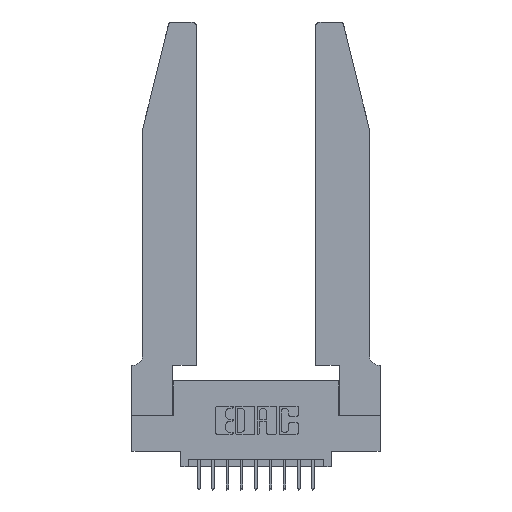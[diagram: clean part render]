
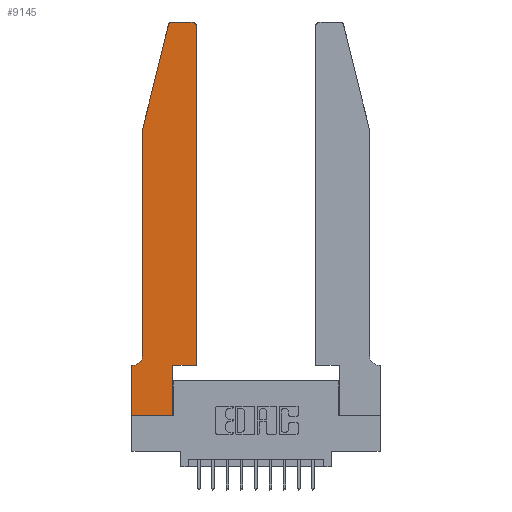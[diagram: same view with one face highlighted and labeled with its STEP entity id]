
A CAD part, top view. The second image highlights one B-rep face of the part: STEP entity #9145.
In plain terms, the highlighted planar face has unit normal (0, 0, 1).
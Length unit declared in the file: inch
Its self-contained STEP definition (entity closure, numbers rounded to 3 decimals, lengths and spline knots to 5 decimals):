
#139 = EDGE_CURVE ( 'NONE', #10524, #10301, #9830, .T. ) ;
#183 = VECTOR ( 'NONE', #9498, 39.37008 ) ;
#502 = CARTESIAN_POINT ( 'NONE',  ( 0.0055, 0.35, 0.37 ) ) ;
#899 = LINE ( 'NONE', #8807, #10321 ) ;
#1343 = EDGE_CURVE ( 'NONE', #2267, #10420, #16405, .T. ) ;
#1427 = CARTESIAN_POINT ( 'NONE',  ( 0.2605, 2.75, 0.37 ) ) ;
#1526 = CARTESIAN_POINT ( 'NONE',  ( 0.0755, 2., 0.37 ) ) ;
#1733 = VECTOR ( 'NONE', #8453, 39.37008 ) ;
#1879 = DIRECTION ( 'NONE',  ( 1., 0., 0. ) ) ;
#2147 = VERTEX_POINT ( 'NONE', #3139 ) ;
#2174 = EDGE_CURVE ( 'NONE', #2729, #10566, #9591, .T. ) ;
#2267 = VERTEX_POINT ( 'NONE', #502 ) ;
#2327 = VERTEX_POINT ( 'NONE', #13933 ) ;
#2367 = CARTESIAN_POINT ( 'NONE',  ( 0.4205, 2.75, 0.37 ) ) ;
#2608 = ORIENTED_EDGE ( 'NONE', *, *, #15024, .T. ) ;
#2704 = CARTESIAN_POINT ( 'NONE',  ( 0., 0., 0.37 ) ) ;
#2725 = VERTEX_POINT ( 'NONE', #11189 ) ;
#2729 = VERTEX_POINT ( 'NONE', #9564 ) ;
#2865 = DIRECTION ( 'NONE',  ( 0., -1., 0. ) ) ;
#2973 = VECTOR ( 'NONE', #11606, 39.37008 ) ;
#3059 = VECTOR ( 'NONE', #11243, 39.37008 ) ;
#3139 = CARTESIAN_POINT ( 'NONE',  ( 0.4505, 0.35, 0.37 ) ) ;
#3743 = LINE ( 'NONE', #8174, #183 ) ;
#3772 = DIRECTION ( 'NONE',  ( 0., 1., 0. ) ) ;
#3935 = EDGE_LOOP ( 'NONE', ( #2608, #14253, #7980, #6176, #6165, #4261, #4839, #9478, #7490, #15869, #14400, #10869 ) ) ;
#3980 = CARTESIAN_POINT ( 'NONE',  ( 0., 0.35, 0.37 ) ) ;
#4261 = ORIENTED_EDGE ( 'NONE', *, *, #1343, .T. ) ;
#4339 = DIRECTION ( 'NONE',  ( 0., 0., 1. ) ) ;
#4479 = CIRCLE ( 'NONE', #4981, 0.03 ) ;
#4693 = VECTOR ( 'NONE', #14924, 39.37008 ) ;
#4839 = ORIENTED_EDGE ( 'NONE', *, *, #11065, .T. ) ;
#4981 = AXIS2_PLACEMENT_3D ( 'NONE', #11898, #4339, #13171 ) ;
#5209 = DIRECTION ( 'NONE',  ( 0., 0., 1. ) ) ;
#5233 = EDGE_CURVE ( 'NONE', #16041, #2147, #3743, .T. ) ;
#5364 = EDGE_CURVE ( 'NONE', #9149, #2327, #14358, .T. ) ;
#6102 = EDGE_CURVE ( 'NONE', #2725, #7795, #4479, .T. ) ;
#6165 = ORIENTED_EDGE ( 'NONE', *, *, #16403, .T. ) ;
#6176 = ORIENTED_EDGE ( 'NONE', *, *, #139, .T. ) ;
#6285 = CARTESIAN_POINT ( 'NONE',  ( 0.284, 2.72, 0.37 ) ) ;
#6306 = DIRECTION ( 'NONE',  ( 0., 0., 1. ) ) ;
#6584 = CARTESIAN_POINT ( 'NONE',  ( 0.0755, 2., 0.37 ) ) ;
#7072 = VECTOR ( 'NONE', #7221, 39.37008 ) ;
#7196 = DIRECTION ( 'NONE',  ( 0., 0., -1. ) ) ;
#7221 = DIRECTION ( 'NONE',  ( -0.239, -0.971, 0. ) ) ;
#7490 = ORIENTED_EDGE ( 'NONE', *, *, #7837, .T. ) ;
#7492 = LINE ( 'NONE', #10973, #7072 ) ;
#7795 = VERTEX_POINT ( 'NONE', #2367 ) ;
#7823 = CARTESIAN_POINT ( 'NONE',  ( 0., 0.35, 0.37 ) ) ;
#7837 = EDGE_CURVE ( 'NONE', #2327, #16041, #899, .T. ) ;
#7980 = ORIENTED_EDGE ( 'NONE', *, *, #15886, .T. ) ;
#8174 = CARTESIAN_POINT ( 'NONE',  ( 0.4505, 0.35, 0.37 ) ) ;
#8316 = DIRECTION ( 'NONE',  ( 0., -1., 0. ) ) ;
#8453 = DIRECTION ( 'NONE',  ( 0., 1., 0. ) ) ;
#8807 = CARTESIAN_POINT ( 'NONE',  ( 0.2865, 0.35, 0.37 ) ) ;
#9014 = CARTESIAN_POINT ( 'NONE',  ( 0.2865, 0.35, 0.37 ) ) ;
#9145 = ADVANCED_FACE ( 'NONE', ( #9929 ), #16473, .T. ) ;
#9149 = VERTEX_POINT ( 'NONE', #2704 ) ;
#9478 = ORIENTED_EDGE ( 'NONE', *, *, #5364, .T. ) ;
#9498 = DIRECTION ( 'NONE',  ( 1., 0., 0. ) ) ;
#9546 = CARTESIAN_POINT ( 'NONE',  ( 0.0755, 0.35, 0.37 ) ) ;
#9564 = CARTESIAN_POINT ( 'NONE',  ( 0.284, 2.75, 0.37 ) ) ;
#9591 = CIRCLE ( 'NONE', #12239, 0.03 ) ;
#9830 = LINE ( 'NONE', #6584, #13529 ) ;
#9929 = FACE_OUTER_BOUND ( 'NONE', #3935, .T. ) ;
#10301 = VERTEX_POINT ( 'NONE', #15083 ) ;
#10321 = VECTOR ( 'NONE', #3772, 39.37008 ) ;
#10420 = VERTEX_POINT ( 'NONE', #7823 ) ;
#10433 = CARTESIAN_POINT ( 'NONE',  ( 0., 0., 0.37 ) ) ;
#10524 = VERTEX_POINT ( 'NONE', #1526 ) ;
#10566 = VERTEX_POINT ( 'NONE', #10668 ) ;
#10668 = CARTESIAN_POINT ( 'NONE',  ( 0.25487, 2.72718, 0.37 ) ) ;
#10869 = ORIENTED_EDGE ( 'NONE', *, *, #6102, .T. ) ;
#10940 = CARTESIAN_POINT ( 'NONE',  ( 0., 0., 0.37 ) ) ;
#10973 = CARTESIAN_POINT ( 'NONE',  ( 0.0755, 2., 0.37 ) ) ;
#11065 = EDGE_CURVE ( 'NONE', #10420, #9149, #15308, .T. ) ;
#11189 = CARTESIAN_POINT ( 'NONE',  ( 0.4505, 2.72, 0.37 ) ) ;
#11243 = DIRECTION ( 'NONE',  ( -1., 0., 0. ) ) ;
#11606 = DIRECTION ( 'NONE',  ( -1., 0., 0. ) ) ;
#11898 = CARTESIAN_POINT ( 'NONE',  ( 0.4205, 2.72, 0.37 ) ) ;
#11995 = VECTOR ( 'NONE', #2865, 39.37008 ) ;
#12152 = AXIS2_PLACEMENT_3D ( 'NONE', #14712, #7196, #15969 ) ;
#12239 = AXIS2_PLACEMENT_3D ( 'NONE', #6285, #6306, #1879 ) ;
#12595 = CIRCLE ( 'NONE', #12152, 0.07 ) ;
#13171 = DIRECTION ( 'NONE',  ( 1., 0., 0. ) ) ;
#13243 = AXIS2_PLACEMENT_3D ( 'NONE', #3980, #5209, #14047 ) ;
#13529 = VECTOR ( 'NONE', #8316, 39.37008 ) ;
#13933 = CARTESIAN_POINT ( 'NONE',  ( 0.2865, 0., 0.37 ) ) ;
#14047 = DIRECTION ( 'NONE',  ( 1., 0., 0. ) ) ;
#14253 = ORIENTED_EDGE ( 'NONE', *, *, #2174, .T. ) ;
#14358 = LINE ( 'NONE', #10940, #4693 ) ;
#14400 = ORIENTED_EDGE ( 'NONE', *, *, #14671, .T. ) ;
#14671 = EDGE_CURVE ( 'NONE', #2147, #2725, #14784, .T. ) ;
#14712 = CARTESIAN_POINT ( 'NONE',  ( 0.0055, 0.42, 0.37 ) ) ;
#14784 = LINE ( 'NONE', #15915, #1733 ) ;
#14924 = DIRECTION ( 'NONE',  ( 1., 0., 0. ) ) ;
#15024 = EDGE_CURVE ( 'NONE', #7795, #2729, #15944, .T. ) ;
#15083 = CARTESIAN_POINT ( 'NONE',  ( 0.0755, 0.42, 0.37 ) ) ;
#15308 = LINE ( 'NONE', #10433, #11995 ) ;
#15869 = ORIENTED_EDGE ( 'NONE', *, *, #5233, .T. ) ;
#15886 = EDGE_CURVE ( 'NONE', #10566, #10524, #7492, .T. ) ;
#15915 = CARTESIAN_POINT ( 'NONE',  ( 0.4505, 0.35, 0.37 ) ) ;
#15944 = LINE ( 'NONE', #1427, #2973 ) ;
#15969 = DIRECTION ( 'NONE',  ( -1., 0., 0. ) ) ;
#16041 = VERTEX_POINT ( 'NONE', #9014 ) ;
#16403 = EDGE_CURVE ( 'NONE', #10301, #2267, #12595, .T. ) ;
#16405 = LINE ( 'NONE', #9546, #3059 ) ;
#16473 = PLANE ( 'NONE',  #13243 ) ;
